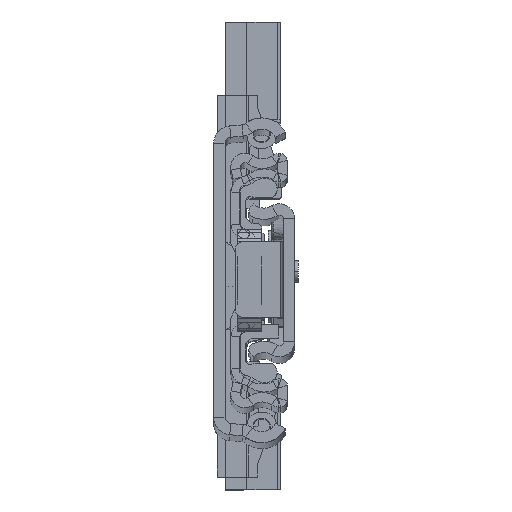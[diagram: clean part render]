
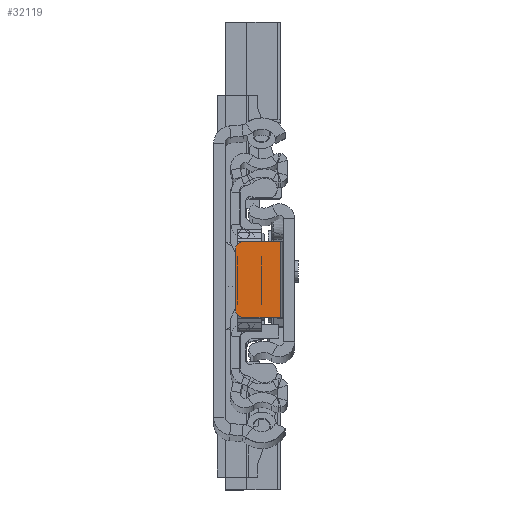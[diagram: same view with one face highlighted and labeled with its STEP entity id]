
A CAD part, top view. The second image highlights one B-rep face of the part: STEP entity #32119.
In plain terms, the highlighted planar face has unit normal (0, 0, 1).
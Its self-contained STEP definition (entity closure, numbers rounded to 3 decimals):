
#472 = PLANE ( 'NONE',  #2282 ) ;
#2282 = AXIS2_PLACEMENT_3D ( 'NONE', #6579, #3098, #22749 ) ;
#3098 = DIRECTION ( 'NONE',  ( 0., 0., 1. ) ) ;
#4719 = VECTOR ( 'NONE', #13335, 1000. ) ;
#5620 = CARTESIAN_POINT ( 'NONE',  ( -8.4, -4.849, -6.8 ) ) ;
#5738 = LINE ( 'NONE', #15981, #19278 ) ;
#5856 = VERTEX_POINT ( 'NONE', #39209 ) ;
#6306 = VERTEX_POINT ( 'NONE', #24976 ) ;
#6579 = CARTESIAN_POINT ( 'NONE',  ( 0., 0., -6.8 ) ) ;
#6788 = AXIS2_PLACEMENT_3D ( 'NONE', #5620, #34911, #37943 ) ;
#8172 = LINE ( 'NONE', #11655, #18213 ) ;
#9286 = ORIENTED_EDGE ( 'NONE', *, *, #32798, .T. ) ;
#11388 = CARTESIAN_POINT ( 'NONE',  ( -8.4, 5.151, -6.8 ) ) ;
#11655 = CARTESIAN_POINT ( 'NONE',  ( -9.4, -5.849, -6.8 ) ) ;
#12230 = ORIENTED_EDGE ( 'NONE', *, *, #41539, .F. ) ;
#13335 = DIRECTION ( 'NONE',  ( 0., -1., 0. ) ) ;
#14191 = CARTESIAN_POINT ( 'NONE',  ( -8.4, -5.849, -6.8 ) ) ;
#14520 = DIRECTION ( 'NONE',  ( -1., 0., 0. ) ) ;
#15981 = CARTESIAN_POINT ( 'NONE',  ( -9.4, 6.151, -6.8 ) ) ;
#16636 = CARTESIAN_POINT ( 'NONE',  ( -1.8, 6.151, -6.8 ) ) ;
#16912 = VERTEX_POINT ( 'NONE', #30824 ) ;
#17313 = EDGE_CURVE ( 'NONE', #16912, #32222, #30501, .T. ) ;
#18213 = VECTOR ( 'NONE', #14520, 1000. ) ;
#18780 = VERTEX_POINT ( 'NONE', #30737 ) ;
#19278 = VECTOR ( 'NONE', #42003, 1000. ) ;
#19898 = DIRECTION ( 'NONE',  ( 1., 0., 0. ) ) ;
#20100 = LINE ( 'NONE', #43078, #4719 ) ;
#21079 = EDGE_CURVE ( 'NONE', #16912, #6306, #5738, .T. ) ;
#21805 = EDGE_LOOP ( 'NONE', ( #34452, #30497, #12230, #27180, #26449, #9286 ) ) ;
#22749 = DIRECTION ( 'NONE',  ( 1., 0., 0. ) ) ;
#23325 = EDGE_CURVE ( 'NONE', #5856, #18780, #26956, .T. ) ;
#24098 = DIRECTION ( 'NONE',  ( 0., 0., 1. ) ) ;
#24737 = DIRECTION ( 'NONE',  ( 1., 0., 0. ) ) ;
#24789 = VECTOR ( 'NONE', #19898, 1000. ) ;
#24976 = CARTESIAN_POINT ( 'NONE',  ( -9.4, 5.151, -6.8 ) ) ;
#25973 = EDGE_CURVE ( 'NONE', #18780, #41321, #20100, .T. ) ;
#26449 = ORIENTED_EDGE ( 'NONE', *, *, #23325, .F. ) ;
#26956 = LINE ( 'NONE', #16636, #24789 ) ;
#27180 = ORIENTED_EDGE ( 'NONE', *, *, #25973, .F. ) ;
#30497 = ORIENTED_EDGE ( 'NONE', *, *, #17313, .T. ) ;
#30501 = CIRCLE ( 'NONE', #6788, 1. ) ;
#30737 = CARTESIAN_POINT ( 'NONE',  ( -2.3, 6.151, -6.8 ) ) ;
#30824 = CARTESIAN_POINT ( 'NONE',  ( -9.4, -4.849, -6.8 ) ) ;
#31684 = AXIS2_PLACEMENT_3D ( 'NONE', #11388, #24098, #24737 ) ;
#32119 = ADVANCED_FACE ( 'NONE', ( #33036 ), #472, .T. ) ;
#32222 = VERTEX_POINT ( 'NONE', #14191 ) ;
#32798 = EDGE_CURVE ( 'NONE', #5856, #6306, #37277, .T. ) ;
#33036 = FACE_OUTER_BOUND ( 'NONE', #21805, .T. ) ;
#33364 = CARTESIAN_POINT ( 'NONE',  ( -2.3, -5.849, -6.8 ) ) ;
#34452 = ORIENTED_EDGE ( 'NONE', *, *, #21079, .F. ) ;
#34911 = DIRECTION ( 'NONE',  ( 0., 0., 1. ) ) ;
#37277 = CIRCLE ( 'NONE', #31684, 1. ) ;
#37943 = DIRECTION ( 'NONE',  ( 1., 0., 0. ) ) ;
#39209 = CARTESIAN_POINT ( 'NONE',  ( -8.4, 6.151, -6.8 ) ) ;
#41321 = VERTEX_POINT ( 'NONE', #33364 ) ;
#41539 = EDGE_CURVE ( 'NONE', #41321, #32222, #8172, .T. ) ;
#42003 = DIRECTION ( 'NONE',  ( 0., 1., 0. ) ) ;
#43078 = CARTESIAN_POINT ( 'NONE',  ( -2.3, 6.151, -6.8 ) ) ;
